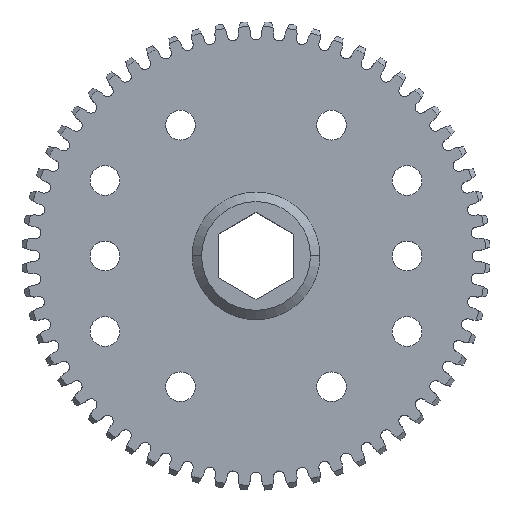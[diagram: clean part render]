
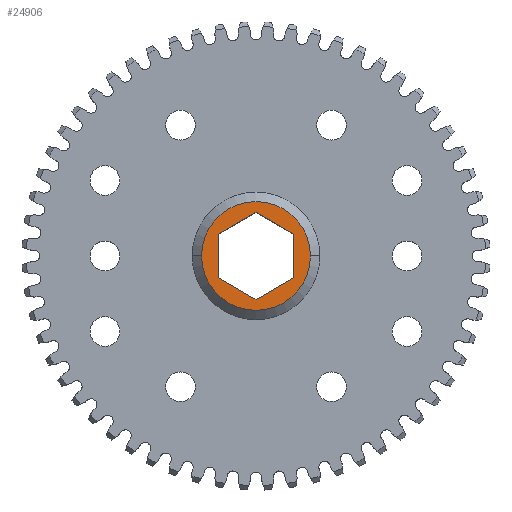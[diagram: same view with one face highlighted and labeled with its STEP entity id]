
A CAD part, top view. The second image highlights one B-rep face of the part: STEP entity #24906.
In plain terms, the highlighted planar face has unit normal (0, 0, 1).
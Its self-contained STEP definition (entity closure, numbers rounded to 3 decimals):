
#53 = LINE ( 'NONE', #9241, #28548 ) ;
#479 = LINE ( 'NONE', #16834, #8546 ) ;
#502 = DIRECTION ( 'NONE',  ( -0.866, -0.5, 0. ) ) ;
#629 = LINE ( 'NONE', #16984, #29298 ) ;
#1240 = CIRCLE ( 'NONE', #11493, 9.144 ) ;
#1337 = CIRCLE ( 'NONE', #17922, 9.144 ) ;
#3010 = DIRECTION ( 'NONE',  ( -1., 0., 0. ) ) ;
#3454 = PLANE ( 'NONE',  #18329 ) ;
#3997 = ORIENTED_EDGE ( 'NONE', *, *, #21895, .F. ) ;
#4150 = VERTEX_POINT ( 'NONE', #29793 ) ;
#4862 = EDGE_LOOP ( 'NONE', ( #9889, #11811, #3997, #21973, #19517, #13250 ) ) ;
#5465 = VERTEX_POINT ( 'NONE', #8611 ) ;
#6030 = CARTESIAN_POINT ( 'NONE',  ( -9.144, 0., 6.35 ) ) ;
#7014 = EDGE_LOOP ( 'NONE', ( #21943, #8878 ) ) ;
#7196 = VERTEX_POINT ( 'NONE', #6030 ) ;
#7291 = DIRECTION ( 'NONE',  ( 0., 0., -1. ) ) ;
#7528 = VECTOR ( 'NONE', #11579, 1000. ) ;
#8546 = VECTOR ( 'NONE', #12098, 1000. ) ;
#8611 = CARTESIAN_POINT ( 'NONE',  ( 9.144, 0., 6.35 ) ) ;
#8878 = ORIENTED_EDGE ( 'NONE', *, *, #26903, .F. ) ;
#9067 = DIRECTION ( 'NONE',  ( 0., 0., -1. ) ) ;
#9241 = CARTESIAN_POINT ( 'NONE',  ( -3.175, 5.499, 6.35 ) ) ;
#9386 = CARTESIAN_POINT ( 'NONE',  ( -3.175, -5.499, 6.35 ) ) ;
#9441 = EDGE_CURVE ( 'NONE', #19804, #4150, #629, .T. ) ;
#9843 = VERTEX_POINT ( 'NONE', #19369 ) ;
#9889 = ORIENTED_EDGE ( 'NONE', *, *, #21925, .F. ) ;
#10114 = DIRECTION ( 'NONE',  ( 0., -1., 0. ) ) ;
#10469 = DIRECTION ( 'NONE',  ( 0., 0., 1. ) ) ;
#11114 = LINE ( 'NONE', #13264, #7528 ) ;
#11493 = AXIS2_PLACEMENT_3D ( 'NONE', #24915, #9067, #18505 ) ;
#11519 = LINE ( 'NONE', #9386, #24159 ) ;
#11579 = DIRECTION ( 'NONE',  ( 0., 1., 0. ) ) ;
#11811 = ORIENTED_EDGE ( 'NONE', *, *, #9441, .F. ) ;
#12098 = DIRECTION ( 'NONE',  ( 0.866, 0.5, 0. ) ) ;
#13250 = ORIENTED_EDGE ( 'NONE', *, *, #17162, .F. ) ;
#13264 = CARTESIAN_POINT ( 'NONE',  ( 6.35, 0., 6.35 ) ) ;
#13391 = VERTEX_POINT ( 'NONE', #21652 ) ;
#14120 = DIRECTION ( 'NONE',  ( 0.866, -0.5, 0. ) ) ;
#15096 = CARTESIAN_POINT ( 'NONE',  ( 0., -7.332, 6.35 ) ) ;
#15202 = VERTEX_POINT ( 'NONE', #15096 ) ;
#16363 = DIRECTION ( 'NONE',  ( -0.866, 0.5, 0. ) ) ;
#16834 = CARTESIAN_POINT ( 'NONE',  ( 3.175, -5.499, 6.35 ) ) ;
#16984 = CARTESIAN_POINT ( 'NONE',  ( -6.35, 0., 6.35 ) ) ;
#17162 = EDGE_CURVE ( 'NONE', #15202, #9843, #479, .T. ) ;
#17383 = CARTESIAN_POINT ( 'NONE',  ( 6.35, 3.666, 6.35 ) ) ;
#17710 = EDGE_CURVE ( 'NONE', #7196, #5465, #1240, .T. ) ;
#17922 = AXIS2_PLACEMENT_3D ( 'NONE', #23877, #7291, #3010 ) ;
#18329 = AXIS2_PLACEMENT_3D ( 'NONE', #24019, #10469, #19772 ) ;
#18505 = DIRECTION ( 'NONE',  ( -1., 0., 0. ) ) ;
#18627 = LINE ( 'NONE', #21225, #27533 ) ;
#19369 = CARTESIAN_POINT ( 'NONE',  ( 6.35, -3.666, 6.35 ) ) ;
#19372 = EDGE_CURVE ( 'NONE', #25617, #13391, #18627, .T. ) ;
#19517 = ORIENTED_EDGE ( 'NONE', *, *, #29751, .F. ) ;
#19772 = DIRECTION ( 'NONE',  ( 1., 0., 0. ) ) ;
#19804 = VERTEX_POINT ( 'NONE', #24291 ) ;
#21225 = CARTESIAN_POINT ( 'NONE',  ( 3.175, 5.499, 6.35 ) ) ;
#21652 = CARTESIAN_POINT ( 'NONE',  ( 0., 7.332, 6.35 ) ) ;
#21895 = EDGE_CURVE ( 'NONE', #13391, #19804, #53, .T. ) ;
#21925 = EDGE_CURVE ( 'NONE', #4150, #15202, #11519, .T. ) ;
#21943 = ORIENTED_EDGE ( 'NONE', *, *, #17710, .F. ) ;
#21973 = ORIENTED_EDGE ( 'NONE', *, *, #19372, .F. ) ;
#23877 = CARTESIAN_POINT ( 'NONE',  ( 0., 0., 6.35 ) ) ;
#24019 = CARTESIAN_POINT ( 'NONE',  ( 0., 0., 6.35 ) ) ;
#24159 = VECTOR ( 'NONE', #14120, 1000. ) ;
#24291 = CARTESIAN_POINT ( 'NONE',  ( -6.35, 3.666, 6.35 ) ) ;
#24344 = FACE_BOUND ( 'NONE', #4862, .T. ) ;
#24906 = ADVANCED_FACE ( 'NONE', ( #24344, #29084 ), #3454, .T. ) ;
#24915 = CARTESIAN_POINT ( 'NONE',  ( 0., 0., 6.35 ) ) ;
#25617 = VERTEX_POINT ( 'NONE', #17383 ) ;
#26903 = EDGE_CURVE ( 'NONE', #5465, #7196, #1337, .T. ) ;
#27533 = VECTOR ( 'NONE', #16363, 1000. ) ;
#28548 = VECTOR ( 'NONE', #502, 1000. ) ;
#29084 = FACE_OUTER_BOUND ( 'NONE', #7014, .T. ) ;
#29298 = VECTOR ( 'NONE', #10114, 1000. ) ;
#29751 = EDGE_CURVE ( 'NONE', #9843, #25617, #11114, .T. ) ;
#29793 = CARTESIAN_POINT ( 'NONE',  ( -6.35, -3.666, 6.35 ) ) ;
